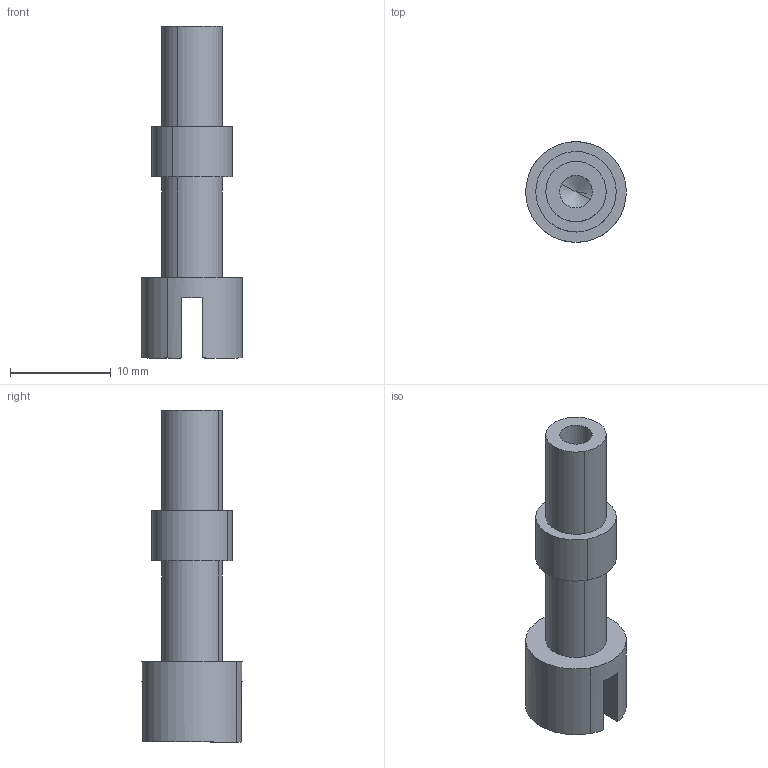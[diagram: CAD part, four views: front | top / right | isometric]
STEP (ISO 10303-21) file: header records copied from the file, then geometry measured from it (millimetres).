
FILE_DESCRIPTION(('CATIA V5 STEP Exchange'),'2;1');
FILE_NAME('Moyeu_essai.stp','2023-02-16T12:37:20+00:00',('none'),('none'),'CATIA Version 5 Release 21 GA (IN-10)','CATIA V5 STEP AP203','none');
FILE_SCHEMA(('CONFIG_CONTROL_DESIGN'));
Length unit declared in the file: millimetre
Products named in the file (1): Part1
Bounding box: 10 x 10 x 33 mm (x, y, z)
Volume: 1125.3 mm3; surface area: 1192.7 mm2
Topology: 1 solids, 1 shells, 27 faces, 64 edges, 41 vertices
Faces by surface type: cylinder 14, plane 11, cone 2
Entity records: 720 total; most frequent: ORIENTED_EDGE 124, CARTESIAN_POINT 117, DIRECTION 88, EDGE_CURVE 62, AXIS2_PLACEMENT_3D 46, VERTEX_POINT 41, CIRCLE 32, EDGE_LOOP 31
